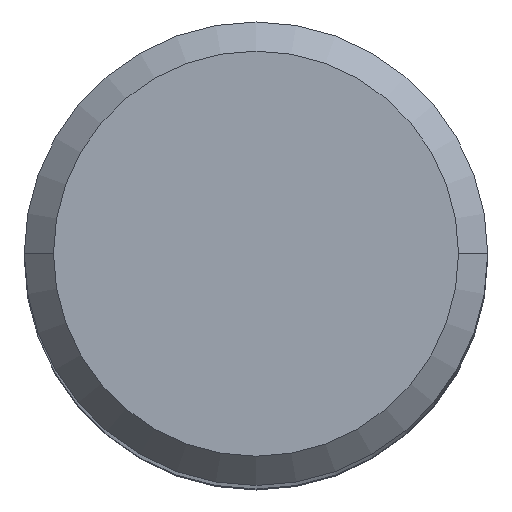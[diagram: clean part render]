
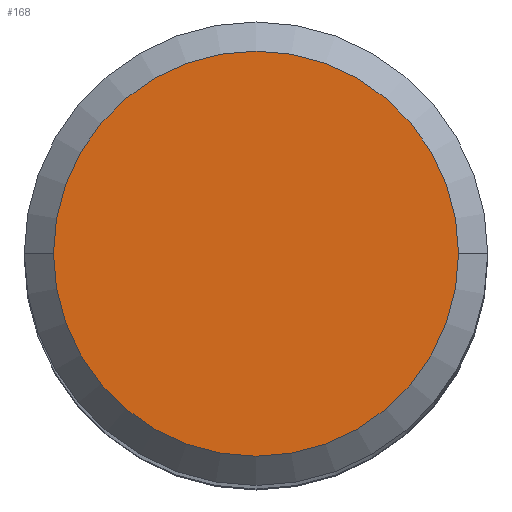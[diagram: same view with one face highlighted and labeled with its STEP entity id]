
A CAD part, top view. The second image highlights one B-rep face of the part: STEP entity #168.
In plain terms, the highlighted planar face has unit normal (0, 0, 1).
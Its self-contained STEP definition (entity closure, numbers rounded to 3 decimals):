
#45=PLANE('',#1357);
#168=ADVANCED_FACE('',(#238),#45,.F.);
#238=FACE_OUTER_BOUND('',#304,.T.);
#304=EDGE_LOOP('',(#599,#600));
#599=ORIENTED_EDGE('',*,*,#836,.T.);
#600=ORIENTED_EDGE('',*,*,#833,.T.);
#687=VERTEX_POINT('',#2281);
#688=VERTEX_POINT('',#2282);
#833=EDGE_CURVE('',#687,#688,#964,.T.);
#836=EDGE_CURVE('',#688,#687,#965,.T.);
#964=CIRCLE('',#1353,6.938);
#965=CIRCLE('',#1355,6.938);
#1353=AXIS2_PLACEMENT_3D('',#2280,#1772,#1773);
#1355=AXIS2_PLACEMENT_3D('',#2286,#1778,#1779);
#1357=AXIS2_PLACEMENT_3D('',#2288,#1782,#1783);
#1772=DIRECTION('',(0.,0.,1.));
#1773=DIRECTION('',(1.,0.,0.));
#1778=DIRECTION('',(0.,0.,1.));
#1779=DIRECTION('',(-1.,0.,0.));
#1782=DIRECTION('',(0.,0.,-1.));
#1783=DIRECTION('',(1.,0.,0.));
#2280=CARTESIAN_POINT('',(0.,0.,0.));
#2281=CARTESIAN_POINT('',(6.938,0.,0.));
#2282=CARTESIAN_POINT('',(-6.938,0.,0.));
#2286=CARTESIAN_POINT('',(0.,0.,0.));
#2288=CARTESIAN_POINT('',(0.,0.,0.));
